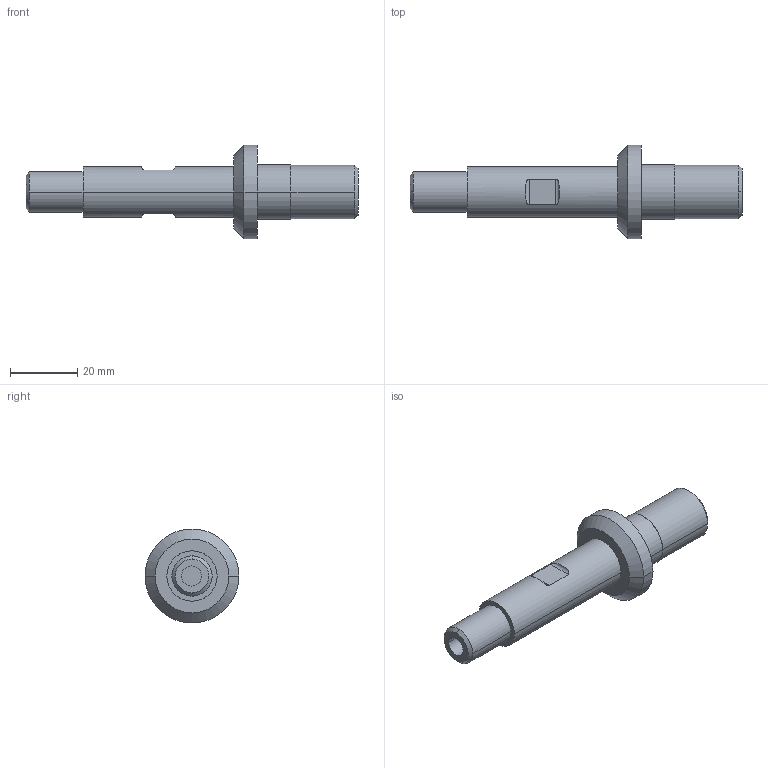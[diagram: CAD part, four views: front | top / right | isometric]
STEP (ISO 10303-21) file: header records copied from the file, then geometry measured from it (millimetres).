
FILE_DESCRIPTION (( 'STEP AP203' ), '1' );
FILE_NAME ('new axe.STEP', '2023-06-27T19:01:57', ( '' ), ( '' ), 'SwSTEP 2.0', 'SolidWorks 2018', '' );
FILE_SCHEMA (( 'CONFIG_CONTROL_DESIGN' ));
Length unit declared in the file: millimetre
Products named in the file (1): new axe
Bounding box: 99 x 28 x 28 mm (x, y, z)
Volume: 19479.8 mm3; surface area: 6094.3 mm2
Topology: 1 solids, 1 shells, 31 faces, 64 edges, 42 vertices
Faces by surface type: cylinder 16, plane 9, cone 6
Entity records: 1029 total; most frequent: CARTESIAN_POINT 262, DIRECTION 158, ORIENTED_EDGE 128, AXIS2_PLACEMENT_3D 66, EDGE_CURVE 64, VERTEX_POINT 42, EDGE_LOOP 38, CIRCLE 34
